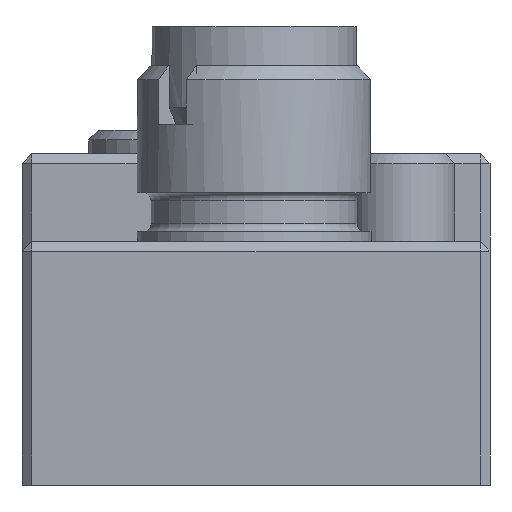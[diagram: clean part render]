
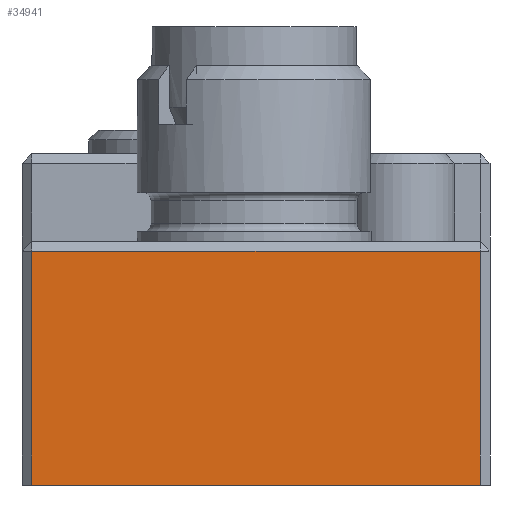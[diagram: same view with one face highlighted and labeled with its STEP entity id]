
A CAD part, left-side view. The second image highlights one B-rep face of the part: STEP entity #34941.
In plain terms, the highlighted planar face has unit normal (-1, 0, 0).
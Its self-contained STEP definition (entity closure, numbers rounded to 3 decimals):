
#30363=CARTESIAN_POINT('',(-69.237,-11.6,7.5));
#30364=VERTEX_POINT('',#30363);
#30391=CARTESIAN_POINT('',(-69.237,11.4,7.5));
#30392=VERTEX_POINT('',#30391);
#30413=CARTESIAN_POINT('',(-69.237,11.4,-4.5));
#30414=VERTEX_POINT('',#30413);
#30421=CARTESIAN_POINT('',(-69.237,11.4,-4.5));
#30422=DIRECTION('',(0.0,0.0,1.0));
#30423=VECTOR('',#30422,12.);
#30424=LINE('',#30421,#30423);
#30425=EDGE_CURVE('',#30414,#30392,#30424,.T.);
#30450=CARTESIAN_POINT('',(-69.237,11.4,7.5));
#30451=DIRECTION('',(0.0,-1.0,0.0));
#30452=VECTOR('',#30451,23.);
#30453=LINE('',#30450,#30452);
#30454=EDGE_CURVE('',#30392,#30364,#30453,.T.);
#30466=CARTESIAN_POINT('',(-69.237,-11.6,-4.5));
#30467=VERTEX_POINT('',#30466);
#30483=CARTESIAN_POINT('',(-69.237,-11.6,7.5));
#30484=DIRECTION('',(0.0,0.0,-1.0));
#30485=VECTOR('',#30484,12.);
#30486=LINE('',#30483,#30485);
#30487=EDGE_CURVE('',#30364,#30467,#30486,.T.);
#34880=CARTESIAN_POINT('',(-69.237,-11.6,-4.5));
#34881=DIRECTION('',(0.0,1.0,0.0));
#34882=VECTOR('',#34881,23.);
#34883=LINE('',#34880,#34882);
#34884=EDGE_CURVE('',#30467,#30414,#34883,.T.);
#34930=CARTESIAN_POINT('',(-69.237,-12.1,-4.5));
#34931=DIRECTION('',(-1.0,0.0,0.0));
#34932=DIRECTION('',(0.0,0.0,1.0));
#34933=AXIS2_PLACEMENT_3D('',#34930,#34931,#34932);
#34934=PLANE('',#34933);
#34935=ORIENTED_EDGE('',*,*,#30425,.F.);
#34936=ORIENTED_EDGE('',*,*,#34884,.F.);
#34937=ORIENTED_EDGE('',*,*,#30487,.F.);
#34938=ORIENTED_EDGE('',*,*,#30454,.F.);
#34939=EDGE_LOOP('',(#34935,#34936,#34937,#34938));
#34940=FACE_OUTER_BOUND('',#34939,.T.);
#34941=ADVANCED_FACE('',(#34940),#34934,.T.);
